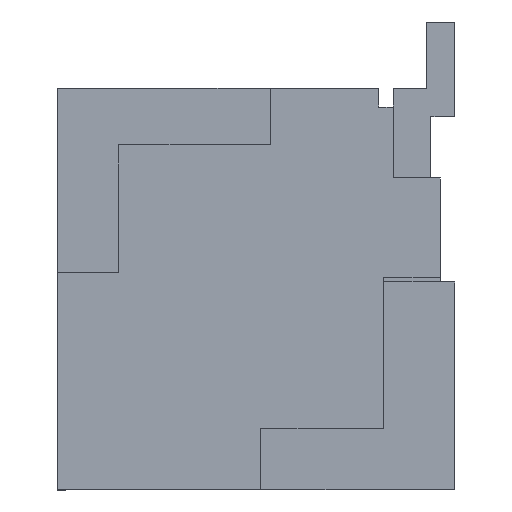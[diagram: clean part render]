
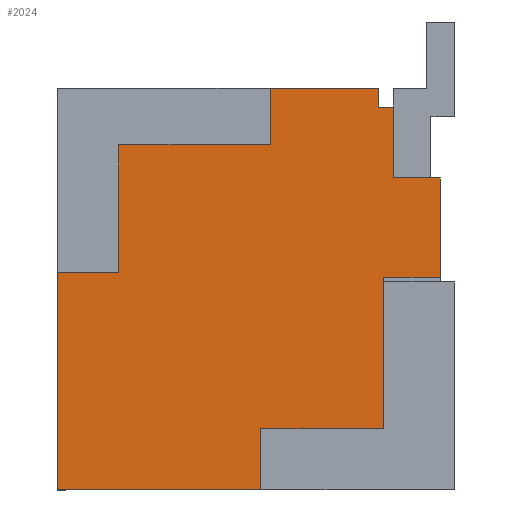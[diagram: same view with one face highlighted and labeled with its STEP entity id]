
A CAD part, left-side view. The second image highlights one B-rep face of the part: STEP entity #2024.
In plain terms, the highlighted planar face has unit normal (-1, 0, 0).
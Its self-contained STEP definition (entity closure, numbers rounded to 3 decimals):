
#1182 = DIRECTION ( 'NONE',  ( 0., 0., 1. ) ) ;
#2024 = ADVANCED_FACE ( 'NONE', ( #3901 ), #3885, .F. ) ;
#2025 = EDGE_LOOP ( 'NONE', ( #2026, #2030, #2033, #2080, #2083, #2086, #2089, #2092, #2095, #2070, #2073, #2076, #2133, #2135, #2138, #2141 ) ) ;
#2026 = ORIENTED_EDGE ( 'NONE', *, *, #2027, .T. ) ;
#2027 = EDGE_CURVE ( 'NONE', #2028, #2029, #3940, .T. ) ;
#2028 = VERTEX_POINT ( 'NONE', #3936 ) ;
#2029 = VERTEX_POINT ( 'NONE', #3935 ) ;
#2030 = ORIENTED_EDGE ( 'NONE', *, *, #2031, .T. ) ;
#2031 = EDGE_CURVE ( 'NONE', #2029, #2032, #3934, .T. ) ;
#2032 = VERTEX_POINT ( 'NONE', #3930 ) ;
#2033 = ORIENTED_EDGE ( 'NONE', *, *, #2034, .T. ) ;
#2034 = EDGE_CURVE ( 'NONE', #2032, #2035, #3929, .T. ) ;
#2035 = VERTEX_POINT ( 'NONE', #3925 ) ;
#2068 = EDGE_CURVE ( 'NONE', #2094, #2069, #4005, .T. ) ;
#2069 = VERTEX_POINT ( 'NONE', #4001 ) ;
#2070 = ORIENTED_EDGE ( 'NONE', *, *, #2071, .T. ) ;
#2071 = EDGE_CURVE ( 'NONE', #2069, #2072, #4000, .T. ) ;
#2072 = VERTEX_POINT ( 'NONE', #3996 ) ;
#2073 = ORIENTED_EDGE ( 'NONE', *, *, #2074, .T. ) ;
#2074 = EDGE_CURVE ( 'NONE', #2072, #2075, #3994, .T. ) ;
#2075 = VERTEX_POINT ( 'NONE', #4056 ) ;
#2076 = ORIENTED_EDGE ( 'NONE', *, *, #2077, .T. ) ;
#2077 = EDGE_CURVE ( 'NONE', #2075, #2078, #4055, .T. ) ;
#2078 = VERTEX_POINT ( 'NONE', #4051 ) ;
#2079 = VERTEX_POINT ( 'NONE', #4050 ) ;
#2080 = ORIENTED_EDGE ( 'NONE', *, *, #2081, .T. ) ;
#2081 = EDGE_CURVE ( 'NONE', #2035, #2082, #4049, .T. ) ;
#2082 = VERTEX_POINT ( 'NONE', #4045 ) ;
#2083 = ORIENTED_EDGE ( 'NONE', *, *, #2084, .F. ) ;
#2084 = EDGE_CURVE ( 'NONE', #2085, #2082, #4044, .T. ) ;
#2085 = VERTEX_POINT ( 'NONE', #4040 ) ;
#2086 = ORIENTED_EDGE ( 'NONE', *, *, #2087, .T. ) ;
#2087 = EDGE_CURVE ( 'NONE', #2085, #2088, #4039, .T. ) ;
#2088 = VERTEX_POINT ( 'NONE', #4035 ) ;
#2089 = ORIENTED_EDGE ( 'NONE', *, *, #2090, .T. ) ;
#2090 = EDGE_CURVE ( 'NONE', #2088, #2091, #4034, .T. ) ;
#2091 = VERTEX_POINT ( 'NONE', #4030 ) ;
#2092 = ORIENTED_EDGE ( 'NONE', *, *, #2093, .T. ) ;
#2093 = EDGE_CURVE ( 'NONE', #2091, #2094, #4029, .T. ) ;
#2094 = VERTEX_POINT ( 'NONE', #4094 ) ;
#2095 = ORIENTED_EDGE ( 'NONE', *, *, #2068, .T. ) ;
#2133 = ORIENTED_EDGE ( 'NONE', *, *, #2134, .T. ) ;
#2134 = EDGE_CURVE ( 'NONE', #2078, #2079, #4170, .T. ) ;
#2135 = ORIENTED_EDGE ( 'NONE', *, *, #2136, .T. ) ;
#2136 = EDGE_CURVE ( 'NONE', #2079, #2137, #4166, .T. ) ;
#2137 = VERTEX_POINT ( 'NONE', #4162 ) ;
#2138 = ORIENTED_EDGE ( 'NONE', *, *, #2139, .T. ) ;
#2139 = EDGE_CURVE ( 'NONE', #2137, #2140, #4161, .T. ) ;
#2140 = VERTEX_POINT ( 'NONE', #4157 ) ;
#2141 = ORIENTED_EDGE ( 'NONE', *, *, #2142, .F. ) ;
#2142 = EDGE_CURVE ( 'NONE', #2028, #2140, #4156, .T. ) ;
#3881 = DIRECTION ( 'NONE',  ( 0., -1., 0. ) ) ;
#3882 = DIRECTION ( 'NONE',  ( 1., 0., 0. ) ) ;
#3883 = CARTESIAN_POINT ( 'NONE',  ( -13.25, 3.875, 3.725 ) ) ;
#3884 = AXIS2_PLACEMENT_3D ( 'NONE', #3883, #3882, #3881 ) ;
#3885 = PLANE ( 'NONE',  #3884 ) ;
#3901 = FACE_OUTER_BOUND ( 'NONE', #2025, .T. ) ;
#3925 = CARTESIAN_POINT ( 'NONE',  ( -13.25, 3.225, 1.775 ) ) ;
#3926 = DIRECTION ( 'NONE',  ( 0., 0., -1. ) ) ;
#3927 = VECTOR ( 'NONE', #3926, 1000. ) ;
#3928 = CARTESIAN_POINT ( 'NONE',  ( -13.25, 3.225, 1.775 ) ) ;
#3929 = LINE ( 'NONE', #3928, #3927 ) ;
#3930 = CARTESIAN_POINT ( 'NONE',  ( -13.25, 3.225, 3.125 ) ) ;
#3931 = DIRECTION ( 'NONE',  ( 0., 1., 0. ) ) ;
#3932 = VECTOR ( 'NONE', #3931, 1000. ) ;
#3933 = CARTESIAN_POINT ( 'NONE',  ( -13.25, 3.225, 3.125 ) ) ;
#3934 = LINE ( 'NONE', #3933, #3932 ) ;
#3935 = CARTESIAN_POINT ( 'NONE',  ( -13.25, 1.625, 3.125 ) ) ;
#3936 = CARTESIAN_POINT ( 'NONE',  ( -13.25, 1.625, 3.725 ) ) ;
#3937 = DIRECTION ( 'NONE',  ( 0., 0., -1. ) ) ;
#3938 = VECTOR ( 'NONE', #3937, 1000. ) ;
#3939 = CARTESIAN_POINT ( 'NONE',  ( -13.25, 1.625, 3.125 ) ) ;
#3940 = LINE ( 'NONE', #3939, #3938 ) ;
#3992 = VECTOR ( 'NONE', #1182, 1000. ) ;
#3993 = CARTESIAN_POINT ( 'NONE',  ( -13.25, -0.175, 3.725 ) ) ;
#3994 = LINE ( 'NONE', #3993, #3992 ) ;
#3996 = CARTESIAN_POINT ( 'NONE',  ( -13.25, -0.175, 1.725 ) ) ;
#3997 = DIRECTION ( 'NONE',  ( 0., -1., 0. ) ) ;
#3998 = VECTOR ( 'NONE', #3997, 1000. ) ;
#3999 = CARTESIAN_POINT ( 'NONE',  ( -13.25, 0.425, 1.725 ) ) ;
#4000 = LINE ( 'NONE', #3999, #3998 ) ;
#4001 = CARTESIAN_POINT ( 'NONE',  ( -13.25, 0.425, 1.725 ) ) ;
#4002 = DIRECTION ( 'NONE',  ( 0., 0., 1. ) ) ;
#4003 = VECTOR ( 'NONE', #4002, 1000. ) ;
#4004 = CARTESIAN_POINT ( 'NONE',  ( -13.25, 0.425, 0.125 ) ) ;
#4005 = LINE ( 'NONE', #4004, #4003 ) ;
#4026 = DIRECTION ( 'NONE',  ( 0., -1., 0. ) ) ;
#4027 = VECTOR ( 'NONE', #4026, 1000. ) ;
#4028 = CARTESIAN_POINT ( 'NONE',  ( -13.25, 1.725, 0.125 ) ) ;
#4029 = LINE ( 'NONE', #4028, #4027 ) ;
#4030 = CARTESIAN_POINT ( 'NONE',  ( -13.25, 1.725, 0.125 ) ) ;
#4031 = DIRECTION ( 'NONE',  ( 0., 0., 1. ) ) ;
#4032 = VECTOR ( 'NONE', #4031, 1000. ) ;
#4033 = CARTESIAN_POINT ( 'NONE',  ( -13.25, 1.725, -0.525 ) ) ;
#4034 = LINE ( 'NONE', #4033, #4032 ) ;
#4035 = CARTESIAN_POINT ( 'NONE',  ( -13.25, 1.725, -0.525 ) ) ;
#4036 = DIRECTION ( 'NONE',  ( 0., -1., 0. ) ) ;
#4037 = VECTOR ( 'NONE', #4036, 1000. ) ;
#4038 = CARTESIAN_POINT ( 'NONE',  ( -13.25, 3.875, -0.525 ) ) ;
#4039 = LINE ( 'NONE', #4038, #4037 ) ;
#4040 = CARTESIAN_POINT ( 'NONE',  ( -13.25, 3.875, -0.525 ) ) ;
#4041 = DIRECTION ( 'NONE',  ( 0., 0., 1. ) ) ;
#4042 = VECTOR ( 'NONE', #4041, 1000. ) ;
#4043 = CARTESIAN_POINT ( 'NONE',  ( -13.25, 3.875, 3.725 ) ) ;
#4044 = LINE ( 'NONE', #4043, #4042 ) ;
#4045 = CARTESIAN_POINT ( 'NONE',  ( -13.25, 3.875, 1.775 ) ) ;
#4046 = DIRECTION ( 'NONE',  ( 0., 1., 0. ) ) ;
#4047 = VECTOR ( 'NONE', #4046, 1000. ) ;
#4048 = CARTESIAN_POINT ( 'NONE',  ( -13.25, 3.875, 1.775 ) ) ;
#4049 = LINE ( 'NONE', #4048, #4047 ) ;
#4050 = CARTESIAN_POINT ( 'NONE',  ( -13.25, 0.325, 3.525 ) ) ;
#4051 = CARTESIAN_POINT ( 'NONE',  ( -13.25, 0.325, 2.775 ) ) ;
#4052 = DIRECTION ( 'NONE',  ( 0., 1., 0. ) ) ;
#4053 = VECTOR ( 'NONE', #4052, 1000. ) ;
#4054 = CARTESIAN_POINT ( 'NONE',  ( -13.25, -0.175, 2.775 ) ) ;
#4055 = LINE ( 'NONE', #4054, #4053 ) ;
#4056 = CARTESIAN_POINT ( 'NONE',  ( -13.25, -0.175, 2.775 ) ) ;
#4094 = CARTESIAN_POINT ( 'NONE',  ( -13.25, 0.425, 0.125 ) ) ;
#4153 = DIRECTION ( 'NONE',  ( 0., -1., 0. ) ) ;
#4154 = VECTOR ( 'NONE', #4153, 1000. ) ;
#4155 = CARTESIAN_POINT ( 'NONE',  ( -13.25, 3.875, 3.725 ) ) ;
#4156 = LINE ( 'NONE', #4155, #4154 ) ;
#4157 = CARTESIAN_POINT ( 'NONE',  ( -13.25, 0.475, 3.725 ) ) ;
#4158 = DIRECTION ( 'NONE',  ( 0., 0., 1. ) ) ;
#4159 = VECTOR ( 'NONE', #4158, 1000. ) ;
#4160 = CARTESIAN_POINT ( 'NONE',  ( -13.25, 0.475, 3.525 ) ) ;
#4161 = LINE ( 'NONE', #4160, #4159 ) ;
#4162 = CARTESIAN_POINT ( 'NONE',  ( -13.25, 0.475, 3.525 ) ) ;
#4163 = DIRECTION ( 'NONE',  ( 0., 1., 0. ) ) ;
#4164 = VECTOR ( 'NONE', #4163, 1000. ) ;
#4165 = CARTESIAN_POINT ( 'NONE',  ( -13.25, 0.325, 3.525 ) ) ;
#4166 = LINE ( 'NONE', #4165, #4164 ) ;
#4167 = DIRECTION ( 'NONE',  ( 0., 0., 1. ) ) ;
#4168 = VECTOR ( 'NONE', #4167, 1000. ) ;
#4169 = CARTESIAN_POINT ( 'NONE',  ( -13.25, 0.325, 2.775 ) ) ;
#4170 = LINE ( 'NONE', #4169, #4168 ) ;
